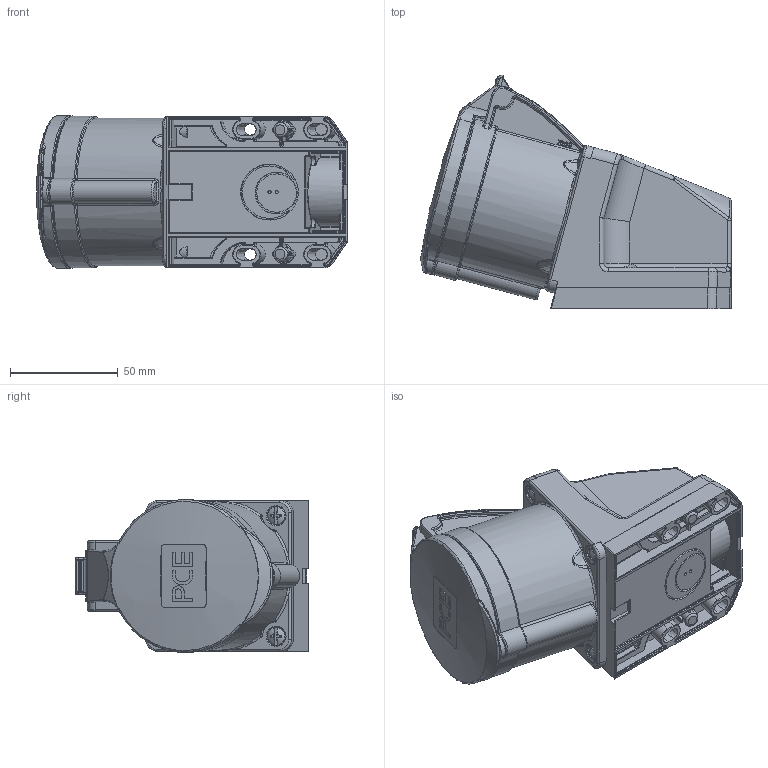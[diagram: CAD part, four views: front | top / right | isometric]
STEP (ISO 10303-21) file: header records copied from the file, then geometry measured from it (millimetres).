
FILE_DESCRIPTION (( 'STEP AP203' ), '1' );
FILE_NAME ('125-6k.STEP', '2017-12-13T08:08:11', ( '' ), ( '' ), 'SwSTEP 2.0', 'SolidWorks 2016', '' );
FILE_SCHEMA (( 'CONFIG_CONTROL_DESIGN' ));
Products named in the file (1): 125-6k
Bounding box: 144.4 x 108.45 x 70.91 mm (x, y, z)
Volume: 519634.1 mm3; surface area: 57923.9 mm2
Topology: 1 solids, 11 shells, 1562 faces, 3973 edges, 2415 vertices
Faces by surface type: plane 580, cylinder 435, bspline 333, torus 128, sphere 53, cone 33
Full cylindrical faces by diameter (mm): 4.7 x4, 6.7 x2, 8.5 x2, 10.5 x2, 17.8 x1, 25 x1, 25.929 x1
Entity records: 65662 total; most frequent: CARTESIAN_POINT 32682, ORIENTED_EDGE 7678, DIRECTION 5888, EDGE_CURVE 3839, VERTEX_POINT 2374, AXIS2_PLACEMENT_3D 2125, EDGE_LOOP 1641, LINE 1638
